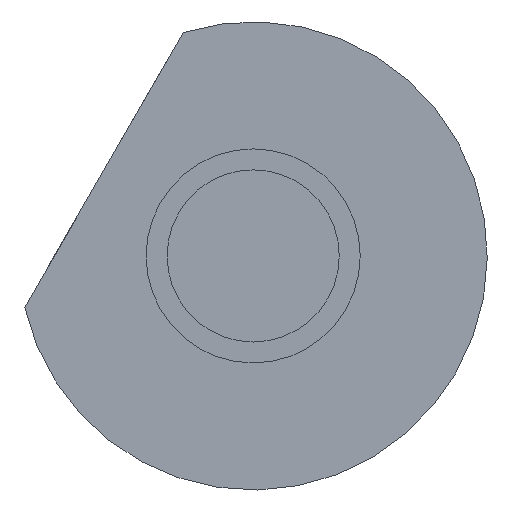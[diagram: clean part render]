
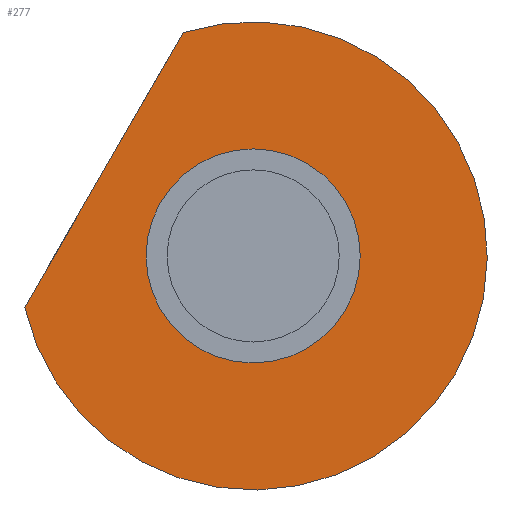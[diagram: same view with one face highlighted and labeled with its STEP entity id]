
A CAD part, front view. The second image highlights one B-rep face of the part: STEP entity #277.
In plain terms, the highlighted planar face has unit normal (0, -1, 0).
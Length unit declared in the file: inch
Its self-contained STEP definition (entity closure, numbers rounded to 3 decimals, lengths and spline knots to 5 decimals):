
#16=FACE_BOUND('',#58,.T.);
#22=PLANE('',#315);
#38=FACE_OUTER_BOUND('',#57,.T.);
#57=EDGE_LOOP('',(#217,#218));
#58=EDGE_LOOP('',(#219));
#83=LINE('',#454,#109);
#109=VECTOR('',#370,0.3937);
#124=CIRCLE('',#304,0.33465);
#130=CIRCLE('',#316,0.15303);
#134=VERTEX_POINT('',#417);
#135=VERTEX_POINT('',#418);
#148=VERTEX_POINT('',#455);
#158=EDGE_CURVE('',#134,#135,#124,.T.);
#175=EDGE_CURVE('',#135,#134,#83,.T.);
#176=EDGE_CURVE('',#148,#148,#130,.T.);
#217=ORIENTED_EDGE('',*,*,#175,.F.);
#218=ORIENTED_EDGE('',*,*,#158,.F.);
#219=ORIENTED_EDGE('',*,*,#176,.T.);
#277=ADVANCED_FACE('',(#38,#16),#22,.F.);
#304=AXIS2_PLACEMENT_3D('',#419,#335,#336);
#315=AXIS2_PLACEMENT_3D('',#453,#368,#369);
#316=AXIS2_PLACEMENT_3D('',#456,#371,#372);
#335=DIRECTION('center_axis',(0.,1.,0.));
#336=DIRECTION('ref_axis',(-0.298,0.,0.955));
#368=DIRECTION('center_axis',(0.,1.,0.));
#369=DIRECTION('ref_axis',(0.,0.,1.));
#370=DIRECTION('',(0.5,0.,0.866));
#371=DIRECTION('center_axis',(0.,1.,0.));
#372=DIRECTION('ref_axis',(1.,0.,0.));
#417=CARTESIAN_POINT('',(-0.09969,0.218,0.31945));
#418=CARTESIAN_POINT('',(-0.3265,0.218,-0.07339));
#419=CARTESIAN_POINT('Origin',(0.,0.218,0.));
#453=CARTESIAN_POINT('Origin',(0.,0.218,0.));
#454=CARTESIAN_POINT('',(-0.26929,0.218,0.0257));
#455=CARTESIAN_POINT('',(-0.15303,0.218,0.));
#456=CARTESIAN_POINT('Origin',(0.,0.218,0.));
